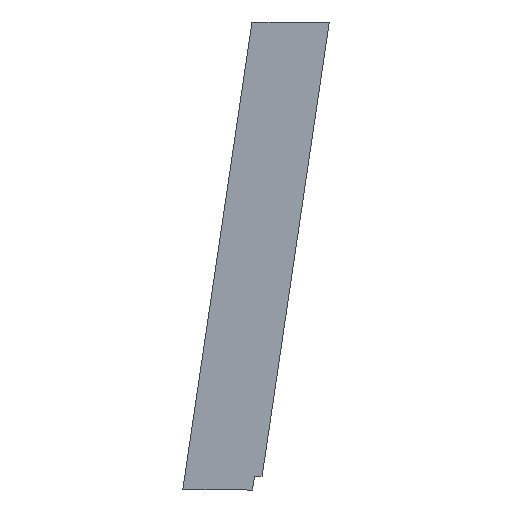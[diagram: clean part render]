
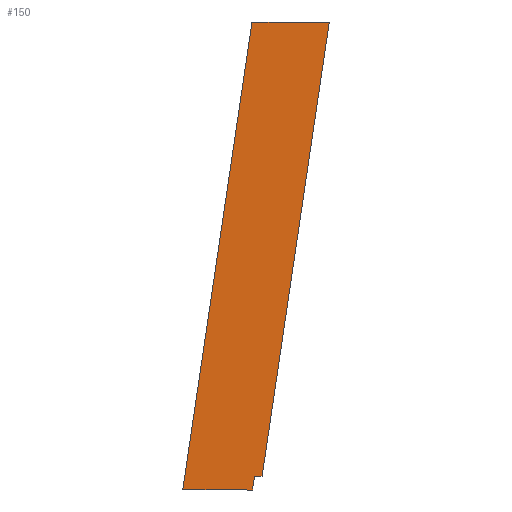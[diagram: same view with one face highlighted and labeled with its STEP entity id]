
A CAD part, left-side view. The second image highlights one B-rep face of the part: STEP entity #150.
In plain terms, the highlighted planar face has unit normal (-1, 0, 0).
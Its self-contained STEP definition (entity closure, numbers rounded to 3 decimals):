
#24=FACE_OUTER_BOUND('',#32,.T.);
#32=EDGE_LOOP('',(#123,#124,#125,#126,#127,#128));
#35=LINE('',#222,#53);
#39=LINE('',#231,#57);
#43=LINE('',#240,#61);
#50=LINE('',#251,#68);
#51=LINE('',#253,#69);
#52=LINE('',#254,#70);
#53=VECTOR('',#183,10.);
#57=VECTOR('',#189,10.);
#61=VECTOR('',#195,10.);
#68=VECTOR('',#206,10.);
#69=VECTOR('',#209,10.);
#70=VECTOR('',#210,10.);
#71=VERTEX_POINT('',#220);
#72=VERTEX_POINT('',#221);
#75=VERTEX_POINT('',#229);
#76=VERTEX_POINT('',#230);
#79=VERTEX_POINT('',#238);
#80=VERTEX_POINT('',#239);
#83=EDGE_CURVE('',#71,#72,#35,.T.);
#87=EDGE_CURVE('',#75,#76,#39,.T.);
#91=EDGE_CURVE('',#79,#80,#43,.T.);
#98=EDGE_CURVE('',#79,#72,#50,.T.);
#99=EDGE_CURVE('',#80,#75,#51,.T.);
#100=EDGE_CURVE('',#71,#76,#52,.T.);
#123=ORIENTED_EDGE('',*,*,#91,.T.);
#124=ORIENTED_EDGE('',*,*,#99,.T.);
#125=ORIENTED_EDGE('',*,*,#87,.T.);
#126=ORIENTED_EDGE('',*,*,#100,.F.);
#127=ORIENTED_EDGE('',*,*,#83,.T.);
#128=ORIENTED_EDGE('',*,*,#98,.F.);
#142=PLANE('',#173);
#150=ADVANCED_FACE('',(#24),#142,.T.);
#173=AXIS2_PLACEMENT_3D('',#252,#207,#208);
#183=DIRECTION('',(0.,-1.,0.));
#189=DIRECTION('',(0.,-1.,0.));
#195=DIRECTION('',(0.,1.,0.));
#206=DIRECTION('',(0.,0.146,-0.989));
#207=DIRECTION('center_axis',(-1.,0.,0.));
#208=DIRECTION('ref_axis',(0.,0.035,0.999));
#209=DIRECTION('',(0.,0.146,-0.989));
#210=DIRECTION('',(0.,0.146,-0.989));
#220=CARTESIAN_POINT('',(-15.971,0.492,-13.962));
#221=CARTESIAN_POINT('',(-15.971,0.193,-13.962));
#222=CARTESIAN_POINT('',(-15.971,0.492,-13.962));
#229=CARTESIAN_POINT('',(-15.971,3.305,-14.495));
#230=CARTESIAN_POINT('',(-15.971,0.57,-14.495));
#231=CARTESIAN_POINT('',(-15.971,3.305,-14.495));
#238=CARTESIAN_POINT('',(-15.971,-2.442,3.87));
#239=CARTESIAN_POINT('',(-15.971,0.591,3.87));
#240=CARTESIAN_POINT('',(-15.971,-0.678,3.87));
#251=CARTESIAN_POINT('',(-15.971,0.163,-13.756));
#252=CARTESIAN_POINT('Origin',(-15.971,0.644,-6.752));
#253=CARTESIAN_POINT('',(-15.971,3.305,-14.495));
#254=CARTESIAN_POINT('',(-15.971,0.492,-13.962));
